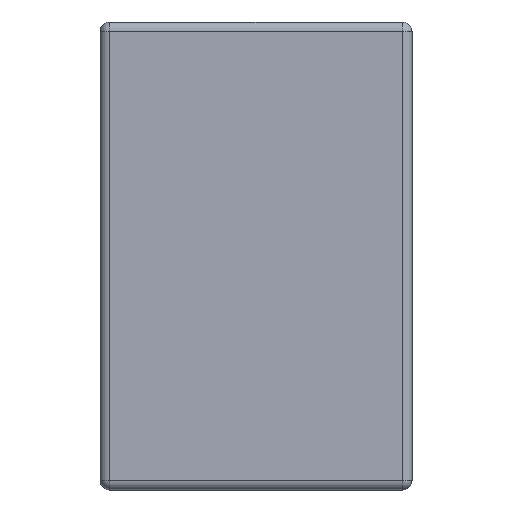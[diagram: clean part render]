
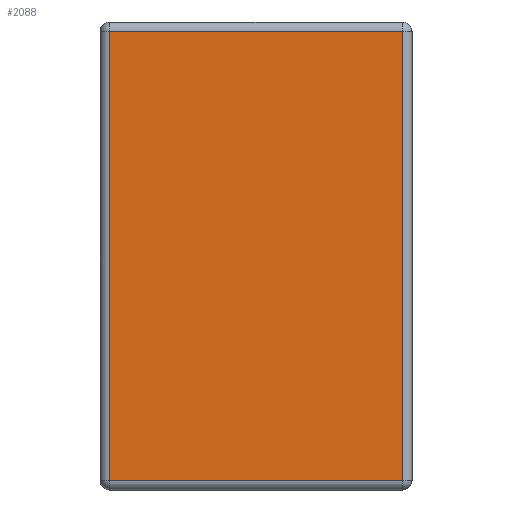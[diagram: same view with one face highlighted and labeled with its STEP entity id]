
A CAD part, left-side view. The second image highlights one B-rep face of the part: STEP entity #2088.
In plain terms, the highlighted planar face has unit normal (-1, 0, 0).
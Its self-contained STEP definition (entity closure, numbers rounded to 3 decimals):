
#134 = DIRECTION ( 'NONE',  ( 0., 0., 1. ) ) ;
#571 = EDGE_CURVE ( 'NONE', #3187, #1420, #2663, .T. ) ;
#598 = DIRECTION ( 'NONE',  ( 0., 0., -1. ) ) ;
#753 = VERTEX_POINT ( 'NONE', #3899 ) ;
#821 = ORIENTED_EDGE ( 'NONE', *, *, #4108, .T. ) ;
#897 = LINE ( 'NONE', #4544, #3206 ) ;
#1073 = DIRECTION ( 'NONE',  ( 0., -1., 0. ) ) ;
#1420 = VERTEX_POINT ( 'NONE', #2168 ) ;
#1427 = CARTESIAN_POINT ( 'NONE',  ( 0., 1.259, -1.909 ) ) ;
#1568 = ORIENTED_EDGE ( 'NONE', *, *, #4357, .T. ) ;
#2056 = DIRECTION ( 'NONE',  ( 0., 1., 0. ) ) ;
#2088 = ADVANCED_FACE ( 'NONE', ( #2549 ), #3933, .T. ) ;
#2168 = CARTESIAN_POINT ( 'NONE',  ( 0., 0.041, -1.909 ) ) ;
#2250 = DIRECTION ( 'NONE',  ( -1., 0., 0. ) ) ;
#2268 = VERTEX_POINT ( 'NONE', #3573 ) ;
#2370 = DIRECTION ( 'NONE',  ( 0., 0., 1. ) ) ;
#2409 = CARTESIAN_POINT ( 'NONE',  ( 0., 1.3, -0.041 ) ) ;
#2549 = FACE_OUTER_BOUND ( 'NONE', #4325, .T. ) ;
#2655 = VECTOR ( 'NONE', #2056, 1000. ) ;
#2663 = LINE ( 'NONE', #4313, #3100 ) ;
#2772 = EDGE_CURVE ( 'NONE', #1420, #753, #2785, .T. ) ;
#2785 = LINE ( 'NONE', #3132, #4094 ) ;
#3100 = VECTOR ( 'NONE', #1073, 1000. ) ;
#3132 = CARTESIAN_POINT ( 'NONE',  ( 0., 0.041, 0. ) ) ;
#3164 = ORIENTED_EDGE ( 'NONE', *, *, #2772, .T. ) ;
#3179 = LINE ( 'NONE', #2409, #2655 ) ;
#3187 = VERTEX_POINT ( 'NONE', #1427 ) ;
#3206 = VECTOR ( 'NONE', #598, 1000. ) ;
#3573 = CARTESIAN_POINT ( 'NONE',  ( 0., 1.259, -0.041 ) ) ;
#3602 = ORIENTED_EDGE ( 'NONE', *, *, #571, .T. ) ;
#3899 = CARTESIAN_POINT ( 'NONE',  ( 0., 0.041, -0.041 ) ) ;
#3933 = PLANE ( 'NONE',  #4102 ) ;
#4094 = VECTOR ( 'NONE', #2370, 1000. ) ;
#4102 = AXIS2_PLACEMENT_3D ( 'NONE', #4484, #2250, #134 ) ;
#4108 = EDGE_CURVE ( 'NONE', #753, #2268, #3179, .T. ) ;
#4313 = CARTESIAN_POINT ( 'NONE',  ( 0., 0., -1.909 ) ) ;
#4325 = EDGE_LOOP ( 'NONE', ( #3602, #3164, #821, #1568 ) ) ;
#4357 = EDGE_CURVE ( 'NONE', #2268, #3187, #897, .T. ) ;
#4484 = CARTESIAN_POINT ( 'NONE',  ( 0., 0., 0. ) ) ;
#4544 = CARTESIAN_POINT ( 'NONE',  ( 0., 1.259, -1.95 ) ) ;
